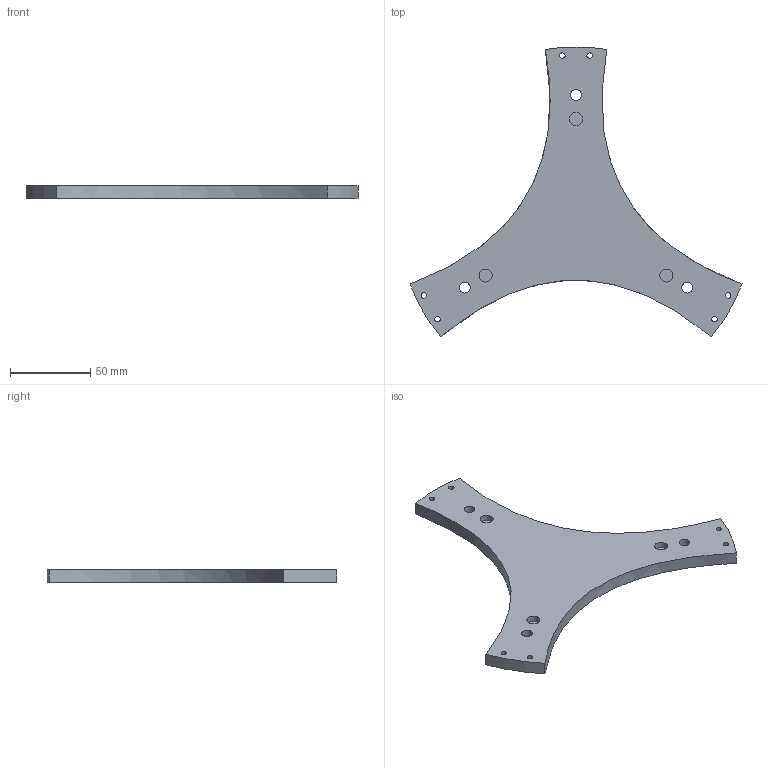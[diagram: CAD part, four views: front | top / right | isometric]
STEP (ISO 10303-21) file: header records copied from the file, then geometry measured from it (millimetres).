
FILE_DESCRIPTION(('FreeCAD Model'),'2;1');
FILE_NAME('etage_sup.step','2020-11-17T08:05:35', ('Author'),(''),'Open CASCADE STEP processor 7.3','FreeCAD','Unknown' );
FILE_SCHEMA(('AUTOMOTIVE_DESIGN { 1 0 10303 214 1 1 1 1 }'));
Length unit declared in the file: millimetre
Products named in the file (1): Body
Bounding box: 206.73 x 180.52 x 8 mm (x, y, z)
Volume: 92964.9 mm3; surface area: 31537.5 mm2
Topology: 1 solids, 1 shells, 27 faces, 60 edges, 40 vertices
Faces by surface type: cylinder 17, plane 7, extrusion 3
Full cylindrical faces by diameter (mm): 3.4 x6, 6.75 x3, 8.1 x3, 30.8 x1, 56.2 x1
Entity records: 2100 total; most frequent: CARTESIAN_POINT 785, DIRECTION 248, ORIENTED_EDGE 120, PCURVE 120, DEFINITIONAL_REPRESENTATION 120, VECTOR 100, LINE 97, CIRCLE 64
